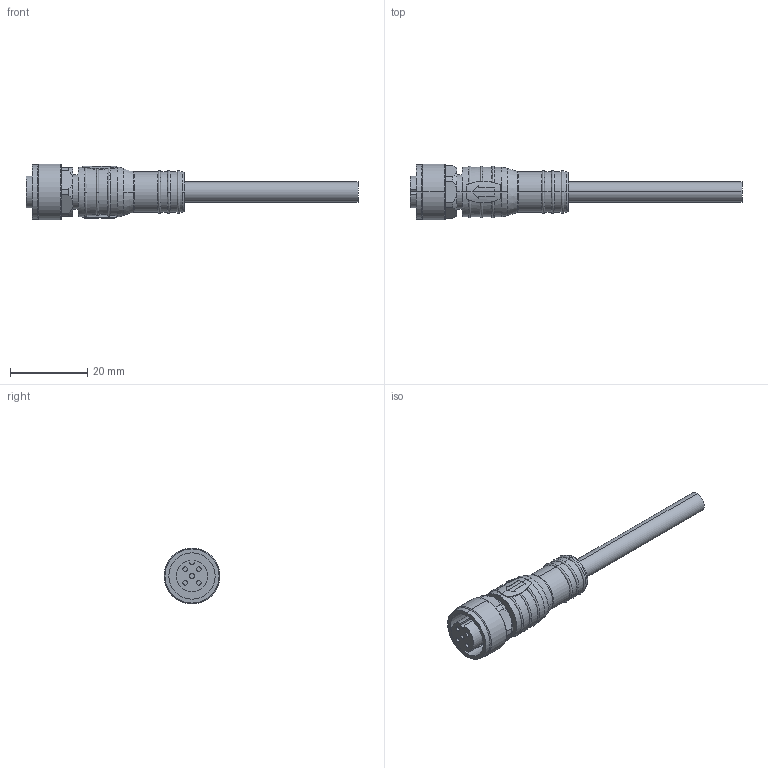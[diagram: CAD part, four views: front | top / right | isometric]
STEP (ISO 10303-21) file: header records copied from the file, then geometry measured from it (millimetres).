
FILE_DESCRIPTION (( 'STEP AP203' ), '1' );
FILE_NAME ('P99.STEP', '2020-03-31T03:28:10', ( 'edpusr' ), ( 'Microsoft' ), 'SwSTEP 2.0', 'SolidWorks 2015', '' );
FILE_SCHEMA (( 'CONFIG_CONTROL_DESIGN' ));
Length unit declared in the file: millimetre
Products named in the file (1): P99
Bounding box: 86 x 14.5 x 14.5 mm (x, y, z)
Volume: 5211.4 mm3; surface area: 3409.1 mm2
Topology: 1 solids, 1 shells, 183 faces, 477 edges, 309 vertices
Faces by surface type: plane 60, cylinder 52, bspline 33, torus 20, cone 18
Entity records: 8914 total; most frequent: CARTESIAN_POINT 4523, ORIENTED_EDGE 954, DIRECTION 824, EDGE_CURVE 477, AXIS2_PLACEMENT_3D 313, VERTEX_POINT 309, VECTOR 198, LINE 198
